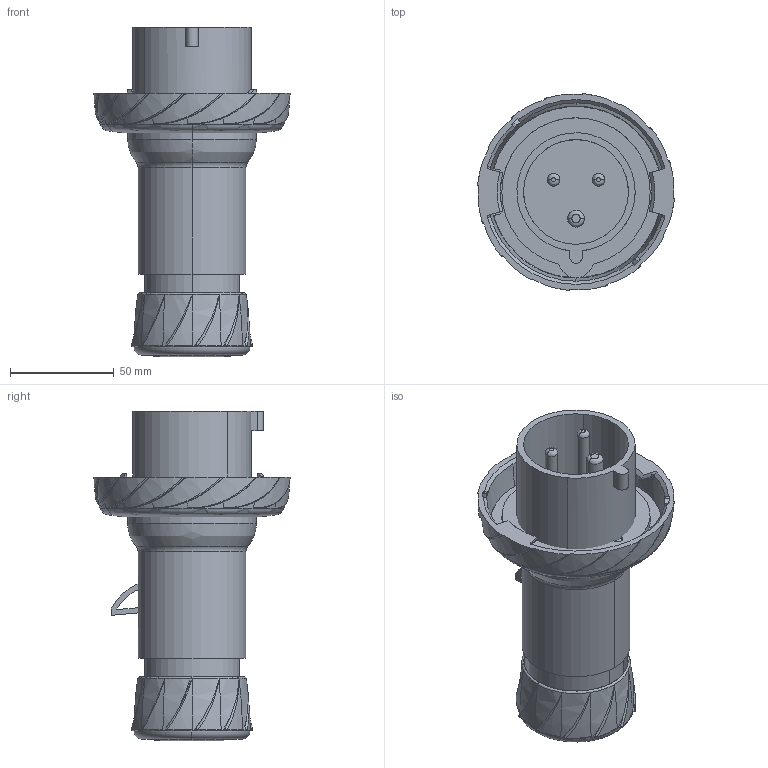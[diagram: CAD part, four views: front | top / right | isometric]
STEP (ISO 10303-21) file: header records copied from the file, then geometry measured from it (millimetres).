
FILE_DESCRIPTION((''),'2;1');
FILE_NAME('PKE32M723_3D-SIMPLIFIED_ASM','2022-12-07T15:48:01',('gines.fernandez'),(''),'CREO PARAMETRIC BY PTC INC, 2018260','CREO PARAMETRIC BY PTC INC, 2018260','');
FILE_SCHEMA(('CONFIG_CONTROL_DESIGN'));
Products named in the file (12): PRT_001; PRT_002; PRT_003; PRT_004; PRT_005; PRT_006; PRT_007; PRT_008; PRT_009; PRT_010; ASM_001_ASM; PKE32M723_3D-SIMPLIFIED_ASM
Assembly tree (11 placements, depth 3):
  PKE32M723_3D-SIMPLIFIED_ASM
    PRT_001
    PRT_002
    PRT_003
    PRT_004
    PRT_005
    PRT_006
    PRT_007
    ASM_001_ASM
      PRT_008
      PRT_009
      PRT_010
Bounding box: 94.67 x 94.67 x 158.74 mm (x, y, z)
Volume: 196868 mm3; surface area: 112702.1 mm2
Topology: 10 solids, 10 shells, 396 faces, 1084 edges, 719 vertices
Faces by surface type: cylinder 137, bspline 104, plane 82, torus 48, cone 21, sphere 4
Entity records: 21335 total; most frequent: CARTESIAN_POINT 11685, ORIENTED_EDGE 2160, DIRECTION 1802, EDGE_CURVE 1080, AXIS2_PLACEMENT_3D 775, VERTEX_POINT 719, CIRCLE 457, EDGE_LOOP 425
